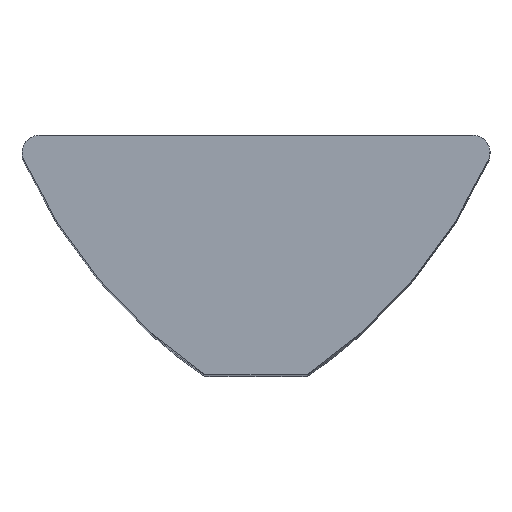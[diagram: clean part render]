
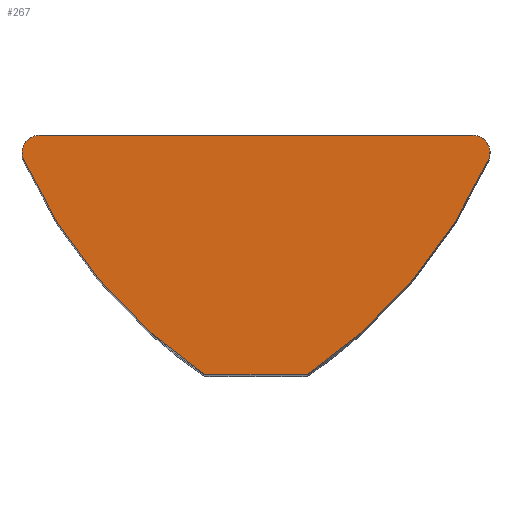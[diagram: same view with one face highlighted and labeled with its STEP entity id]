
A CAD part, top view. The second image highlights one B-rep face of the part: STEP entity #267.
In plain terms, the highlighted planar face has unit normal (0, 0, 1).
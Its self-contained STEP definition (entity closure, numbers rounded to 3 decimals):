
#2 = CARTESIAN_POINT ( 'NONE',  ( 6.876, 5.444, 18. ) ) ;
#19 = AXIS2_PLACEMENT_3D ( 'NONE', #662, #289, #188 ) ;
#26 = EDGE_CURVE ( 'NONE', #573, #364, #180, .T. ) ;
#29 = CIRCLE ( 'NONE', #149, 15. ) ;
#32 = VERTEX_POINT ( 'NONE', #547 ) ;
#42 = CARTESIAN_POINT ( 'NONE',  ( 6.35, -0.5, 18. ) ) ;
#48 = AXIS2_PLACEMENT_3D ( 'NONE', #147, #506, #660 ) ;
#57 = AXIS2_PLACEMENT_3D ( 'NONE', #42, #664, #414 ) ;
#60 = ORIENTED_EDGE ( 'NONE', *, *, #511, .F. ) ;
#75 = FACE_OUTER_BOUND ( 'NONE', #356, .T. ) ;
#107 = CARTESIAN_POINT ( 'NONE',  ( 6.35, -0.5, 18. ) ) ;
#109 = PLANE ( 'NONE',  #275 ) ;
#113 = ORIENTED_EDGE ( 'NONE', *, *, #282, .F. ) ;
#146 = DIRECTION ( 'NONE',  ( -1., 0., 0. ) ) ;
#147 = CARTESIAN_POINT ( 'NONE',  ( -6.35, -0.5, 18. ) ) ;
#149 = AXIS2_PLACEMENT_3D ( 'NONE', #2, #592, #586 ) ;
#161 = DIRECTION ( 'NONE',  ( -1., 0., 0. ) ) ;
#163 = VERTEX_POINT ( 'NONE', #563 ) ;
#180 = CIRCLE ( 'NONE', #48, 0.5 ) ;
#186 = LINE ( 'NONE', #583, #371 ) ;
#188 = DIRECTION ( 'NONE',  ( -1., 0., 0. ) ) ;
#210 = EDGE_CURVE ( 'NONE', #429, #675, #588, .T. ) ;
#231 = ORIENTED_EDGE ( 'NONE', *, *, #617, .T. ) ;
#247 = CIRCLE ( 'NONE', #436, 15. ) ;
#267 = ADVANCED_FACE ( 'NONE', ( #75 ), #109, .F. ) ;
#268 = CARTESIAN_POINT ( 'NONE',  ( -6.85, -0.5, 18. ) ) ;
#271 = ORIENTED_EDGE ( 'NONE', *, *, #26, .F. ) ;
#275 = AXIS2_PLACEMENT_3D ( 'NONE', #107, #629, #624 ) ;
#282 = EDGE_CURVE ( 'NONE', #32, #163, #186, .T. ) ;
#285 = VECTOR ( 'NONE', #146, 1000. ) ;
#289 = DIRECTION ( 'NONE',  ( 0., 0., -1. ) ) ;
#294 = CIRCLE ( 'NONE', #19, 0.5 ) ;
#344 = CARTESIAN_POINT ( 'NONE',  ( 6.35, 0., 18. ) ) ;
#356 = EDGE_LOOP ( 'NONE', ( #231, #471, #271, #666, #113, #60, #502 ) ) ;
#357 = EDGE_CURVE ( 'NONE', #163, #573, #29, .T. ) ;
#364 = VERTEX_POINT ( 'NONE', #268 ) ;
#371 = VECTOR ( 'NONE', #161, 1000. ) ;
#389 = LINE ( 'NONE', #396, #285 ) ;
#394 = CARTESIAN_POINT ( 'NONE',  ( -6.806, -0.705, 18. ) ) ;
#396 = CARTESIAN_POINT ( 'NONE',  ( 6.35, 0., 18. ) ) ;
#414 = DIRECTION ( 'NONE',  ( -1., 0., 0. ) ) ;
#429 = VERTEX_POINT ( 'NONE', #344 ) ;
#436 = AXIS2_PLACEMENT_3D ( 'NONE', #645, #440, #447 ) ;
#440 = DIRECTION ( 'NONE',  ( 0., 0., -1. ) ) ;
#443 = CARTESIAN_POINT ( 'NONE',  ( -6.35, 0., 18. ) ) ;
#447 = DIRECTION ( 'NONE',  ( -1., 0., 0. ) ) ;
#471 = ORIENTED_EDGE ( 'NONE', *, *, #605, .F. ) ;
#485 = VERTEX_POINT ( 'NONE', #443 ) ;
#502 = ORIENTED_EDGE ( 'NONE', *, *, #210, .F. ) ;
#506 = DIRECTION ( 'NONE',  ( 0., 0., -1. ) ) ;
#511 = EDGE_CURVE ( 'NONE', #675, #32, #247, .T. ) ;
#547 = CARTESIAN_POINT ( 'NONE',  ( 1.5, -7., 18. ) ) ;
#563 = CARTESIAN_POINT ( 'NONE',  ( -1.5, -7., 18. ) ) ;
#564 = CARTESIAN_POINT ( 'NONE',  ( 6.806, -0.705, 18. ) ) ;
#573 = VERTEX_POINT ( 'NONE', #394 ) ;
#583 = CARTESIAN_POINT ( 'NONE',  ( 6.35, -7., 18. ) ) ;
#586 = DIRECTION ( 'NONE',  ( -1., 0., 0. ) ) ;
#588 = CIRCLE ( 'NONE', #57, 0.5 ) ;
#592 = DIRECTION ( 'NONE',  ( 0., 0., -1. ) ) ;
#605 = EDGE_CURVE ( 'NONE', #364, #485, #294, .T. ) ;
#617 = EDGE_CURVE ( 'NONE', #429, #485, #389, .T. ) ;
#624 = DIRECTION ( 'NONE',  ( -1., 0., 0. ) ) ;
#629 = DIRECTION ( 'NONE',  ( 0., 0., -1. ) ) ;
#645 = CARTESIAN_POINT ( 'NONE',  ( -6.876, 5.444, 18. ) ) ;
#660 = DIRECTION ( 'NONE',  ( -1., 0., 0. ) ) ;
#662 = CARTESIAN_POINT ( 'NONE',  ( -6.35, -0.5, 18. ) ) ;
#664 = DIRECTION ( 'NONE',  ( 0., 0., -1. ) ) ;
#666 = ORIENTED_EDGE ( 'NONE', *, *, #357, .F. ) ;
#675 = VERTEX_POINT ( 'NONE', #564 ) ;
